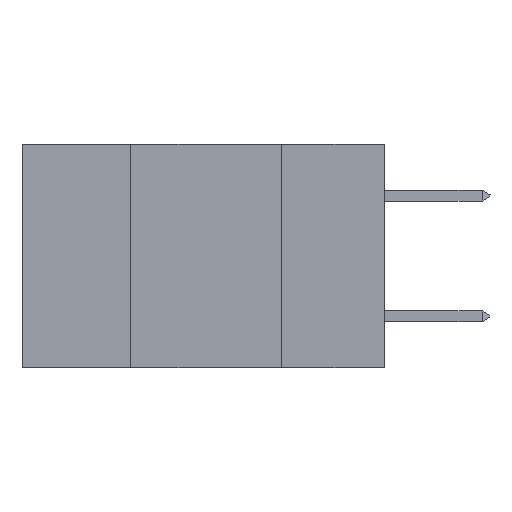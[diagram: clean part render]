
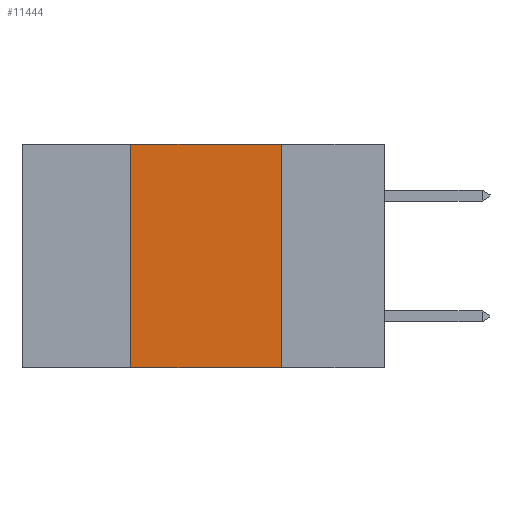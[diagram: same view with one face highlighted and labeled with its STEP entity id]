
A CAD part, left-side view. The second image highlights one B-rep face of the part: STEP entity #11444.
In plain terms, the highlighted planar face has unit normal (-1, 0, 0).
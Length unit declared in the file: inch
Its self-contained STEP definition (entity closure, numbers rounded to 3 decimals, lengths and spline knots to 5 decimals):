
#151 = EDGE_CURVE ( 'NONE', #19786, #4043, #5233, .T. ) ;
#1208 = DIRECTION ( 'NONE',  ( 0., -1., 0. ) ) ;
#1998 = EDGE_CURVE ( 'NONE', #8551, #19786, #17289, .T. ) ;
#2623 = CARTESIAN_POINT ( 'NONE',  ( 0., 0.17, -0.37 ) ) ;
#3327 = DIRECTION ( 'NONE',  ( 0., -1., 0. ) ) ;
#4043 = VERTEX_POINT ( 'NONE', #24585 ) ;
#4364 = FACE_OUTER_BOUND ( 'NONE', #28201, .T. ) ;
#5233 = LINE ( 'NONE', #17871, #8417 ) ;
#6496 = DIRECTION ( 'NONE',  ( 1., 0., 0. ) ) ;
#7051 = VECTOR ( 'NONE', #14345, 39.37008 ) ;
#7417 = LINE ( 'NONE', #8250, #18010 ) ;
#7823 = ORIENTED_EDGE ( 'NONE', *, *, #23655, .F. ) ;
#8250 = CARTESIAN_POINT ( 'NONE',  ( 0., 0.6, -0.37 ) ) ;
#8299 = ORIENTED_EDGE ( 'NONE', *, *, #151, .F. ) ;
#8417 = VECTOR ( 'NONE', #3327, 39.37008 ) ;
#8551 = VERTEX_POINT ( 'NONE', #26549 ) ;
#8773 = DIRECTION ( 'NONE',  ( 0., 0., -1. ) ) ;
#9839 = VECTOR ( 'NONE', #12942, 39.37008 ) ;
#11444 = ADVANCED_FACE ( 'NONE', ( #4364 ), #13216, .F. ) ;
#12942 = DIRECTION ( 'NONE',  ( 0., 0., -1. ) ) ;
#13216 = PLANE ( 'NONE',  #22957 ) ;
#14345 = DIRECTION ( 'NONE',  ( 0., 0., 1. ) ) ;
#17289 = LINE ( 'NONE', #20923, #7051 ) ;
#17609 = LINE ( 'NONE', #19700, #9839 ) ;
#17871 = CARTESIAN_POINT ( 'NONE',  ( 0., 0.6, 0. ) ) ;
#18010 = VECTOR ( 'NONE', #1208, 39.37008 ) ;
#19700 = CARTESIAN_POINT ( 'NONE',  ( 0., 0.17, 0. ) ) ;
#19786 = VERTEX_POINT ( 'NONE', #25944 ) ;
#20923 = CARTESIAN_POINT ( 'NONE',  ( 0., 0.42, 0. ) ) ;
#21189 = ORIENTED_EDGE ( 'NONE', *, *, #29375, .T. ) ;
#21274 = VERTEX_POINT ( 'NONE', #2623 ) ;
#21800 = ORIENTED_EDGE ( 'NONE', *, *, #1998, .F. ) ;
#22957 = AXIS2_PLACEMENT_3D ( 'NONE', #24808, #6496, #8773 ) ;
#23655 = EDGE_CURVE ( 'NONE', #4043, #21274, #17609, .T. ) ;
#24585 = CARTESIAN_POINT ( 'NONE',  ( 0., 0.17, 0. ) ) ;
#24808 = CARTESIAN_POINT ( 'NONE',  ( 0., 0.6, 0. ) ) ;
#25944 = CARTESIAN_POINT ( 'NONE',  ( 0., 0.42, 0. ) ) ;
#26549 = CARTESIAN_POINT ( 'NONE',  ( 0., 0.42, -0.37 ) ) ;
#28201 = EDGE_LOOP ( 'NONE', ( #7823, #8299, #21800, #21189 ) ) ;
#29375 = EDGE_CURVE ( 'NONE', #8551, #21274, #7417, .T. ) ;
